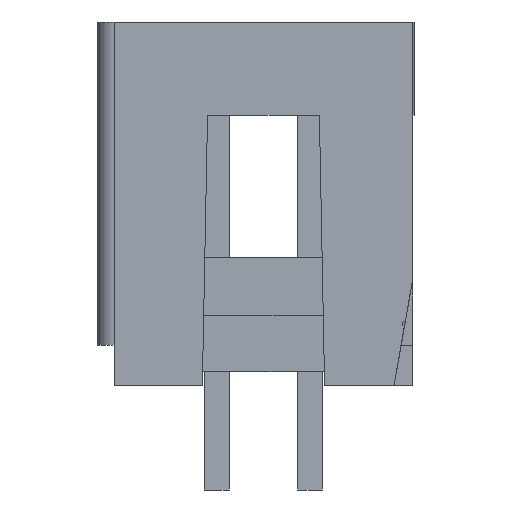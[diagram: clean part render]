
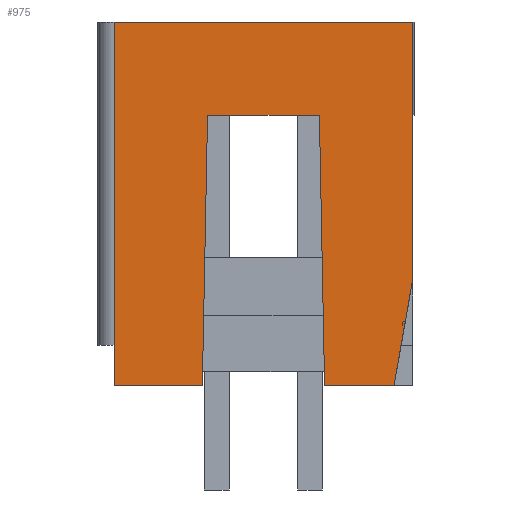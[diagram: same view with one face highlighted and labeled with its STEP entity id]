
A CAD part, left-side view. The second image highlights one B-rep face of the part: STEP entity #975.
In plain terms, the highlighted planar face has unit normal (-1, 0, 0).
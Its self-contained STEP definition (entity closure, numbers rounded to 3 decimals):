
#789 = EDGE_CURVE('',#790,#792,#794,.T.);
#790 = VERTEX_POINT('',#791);
#791 = CARTESIAN_POINT('',(-10.008,-1.669,0.022));
#792 = VERTEX_POINT('',#793);
#793 = CARTESIAN_POINT('',(-10.008,-1.527,7.388));
#794 = LINE('',#795,#796);
#795 = CARTESIAN_POINT('',(-10.008,-1.561,5.629));
#796 = VECTOR('',#797,1.);
#797 = DIRECTION('',(0.,0.019,1.));
#910 = VERTEX_POINT('',#911);
#911 = CARTESIAN_POINT('',(-10.008,1.521,7.388));
#917 = EDGE_CURVE('',#918,#910,#920,.T.);
#918 = VERTEX_POINT('',#919);
#919 = CARTESIAN_POINT('',(-10.008,1.662,0.022));
#920 = LINE('',#921,#922);
#921 = CARTESIAN_POINT('',(-10.008,1.521,7.388));
#922 = VECTOR('',#923,1.);
#923 = DIRECTION('',(0.,-0.019,1.));
#975 = ADVANCED_FACE('',(#976),#1032,.T.);
#976 = FACE_BOUND('',#977,.T.);
#977 = EDGE_LOOP('',(#978,#988,#996,#1004,#1010,#1011,#1017,#1018,#1026)
  );
#978 = ORIENTED_EDGE('',*,*,#979,.T.);
#979 = EDGE_CURVE('',#980,#982,#984,.T.);
#980 = VERTEX_POINT('',#981);
#981 = CARTESIAN_POINT('',(-10.008,-4.067,2.903));
#982 = VERTEX_POINT('',#983);
#983 = CARTESIAN_POINT('',(-10.008,-4.067,9.928));
#984 = LINE('',#985,#986);
#985 = CARTESIAN_POINT('',(-10.008,-4.067,5.521));
#986 = VECTOR('',#987,1.);
#987 = DIRECTION('',(0.,0.,1.));
#988 = ORIENTED_EDGE('',*,*,#989,.F.);
#989 = EDGE_CURVE('',#990,#982,#992,.T.);
#990 = VERTEX_POINT('',#991);
#991 = CARTESIAN_POINT('',(-10.008,4.061,9.928));
#992 = LINE('',#993,#994);
#993 = CARTESIAN_POINT('',(-10.008,4.061,9.928));
#994 = VECTOR('',#995,1.);
#995 = DIRECTION('',(0.,-1.,0.));
#996 = ORIENTED_EDGE('',*,*,#997,.T.);
#997 = EDGE_CURVE('',#990,#998,#1000,.T.);
#998 = VERTEX_POINT('',#999);
#999 = CARTESIAN_POINT('',(-10.008,4.061,0.022));
#1000 = LINE('',#1001,#1002);
#1001 = CARTESIAN_POINT('',(-10.008,4.061,5.521));
#1002 = VECTOR('',#1003,1.);
#1003 = DIRECTION('',(0.,0.,-1.));
#1004 = ORIENTED_EDGE('',*,*,#1005,.T.);
#1005 = EDGE_CURVE('',#998,#918,#1006,.T.);
#1006 = LINE('',#1007,#1008);
#1007 = CARTESIAN_POINT('',(-10.008,4.061,0.022));
#1008 = VECTOR('',#1009,1.);
#1009 = DIRECTION('',(0.,-1.,0.));
#1010 = ORIENTED_EDGE('',*,*,#917,.T.);
#1011 = ORIENTED_EDGE('',*,*,#1012,.T.);
#1012 = EDGE_CURVE('',#910,#792,#1013,.T.);
#1013 = LINE('',#1014,#1015);
#1014 = CARTESIAN_POINT('',(-10.008,1.521,7.388));
#1015 = VECTOR('',#1016,1.);
#1016 = DIRECTION('',(0.,-1.,0.));
#1017 = ORIENTED_EDGE('',*,*,#789,.F.);
#1018 = ORIENTED_EDGE('',*,*,#1019,.T.);
#1019 = EDGE_CURVE('',#790,#1020,#1022,.T.);
#1020 = VERTEX_POINT('',#1021);
#1021 = CARTESIAN_POINT('',(-10.008,-3.559,0.022));
#1022 = LINE('',#1023,#1024);
#1023 = CARTESIAN_POINT('',(-10.008,4.061,0.022));
#1024 = VECTOR('',#1025,1.);
#1025 = DIRECTION('',(0.,-1.,0.));
#1026 = ORIENTED_EDGE('',*,*,#1027,.F.);
#1027 = EDGE_CURVE('',#980,#1020,#1028,.T.);
#1028 = LINE('',#1029,#1030);
#1029 = CARTESIAN_POINT('',(-10.008,-4.27,4.052));
#1030 = VECTOR('',#1031,1.);
#1031 = DIRECTION('',(0.,0.174,-0.985));
#1032 = PLANE('',#1033);
#1033 = AXIS2_PLACEMENT_3D('',#1034,#1035,#1036);
#1034 = CARTESIAN_POINT('',(-10.008,4.061,5.521));
#1035 = DIRECTION('',(-1.,0.,0.));
#1036 = DIRECTION('',(0.,-1.,0.));
